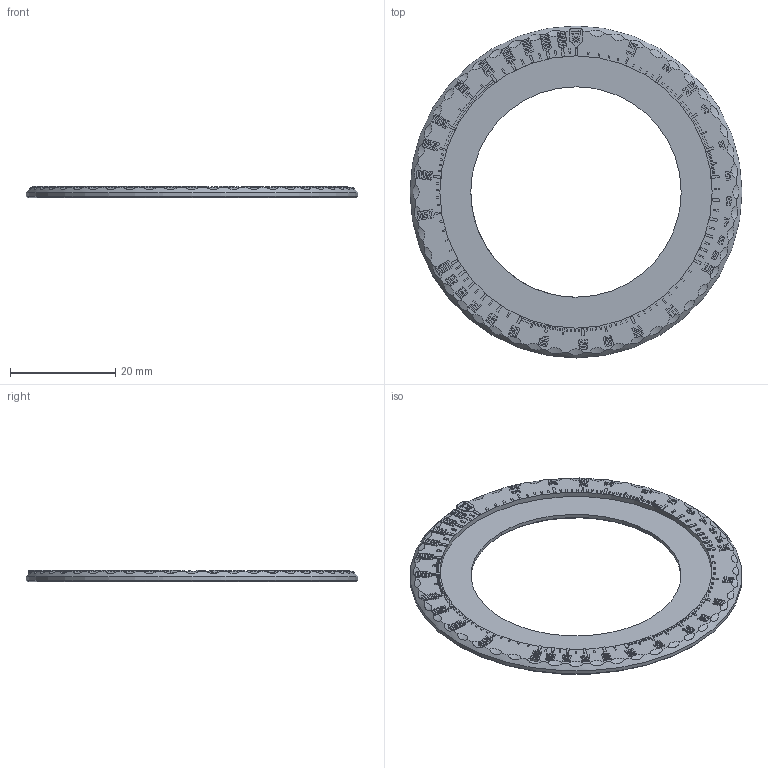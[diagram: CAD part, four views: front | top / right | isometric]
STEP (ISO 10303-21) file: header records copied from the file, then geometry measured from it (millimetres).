
FILE_DESCRIPTION(/* description */ (''),/* implementation_level */ '2;1');
FILE_NAME(/* name */ 'Outer ring.step',/* time_stamp */ '2024-10-02T16:17:31-04:00',/* author */ (''),/* organization */ (''),/* preprocessor_version */ 'ST-DEVELOPER v20',/* originating_system */ 'Autodesk Translation Framework v13.20.0.188',/* authorisation */ '');
FILE_SCHEMA (('AUTOMOTIVE_DESIGN { 1 0 10303 214 3 1 1 }'));
Products named in the file (2): Balatro Slide Rule; Outer ring
Assembly tree (1 placements, depth 2):
  Balatro Slide Rule
    Outer ring
Bounding box: 63.09 x 63.09 x 2.2 mm (x, y, z)
Volume: 2793.5 mm3; surface area: 4411.7 mm2
Topology: 1 solids, 1 shells, 2241 faces, 5978 edges, 3983 vertices
Faces by surface type: plane 2136, bspline 100, cone 3, cylinder 2
Full cylindrical faces by diameter (mm): 51.725 x1, 63.085 x1
Entity records: 69741 total; most frequent: CARTESIAN_POINT 14236, ORIENTED_EDGE 11956, DIRECTION 10270, EDGE_CURVE 5978, LINE 5572, VECTOR 5572, VERTEX_POINT 3983, EDGE_LOOP 2487
